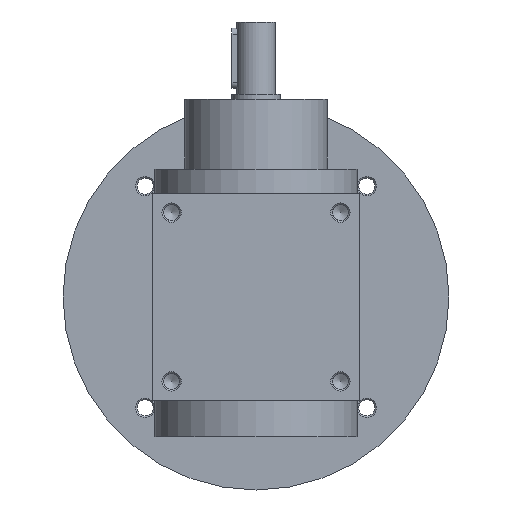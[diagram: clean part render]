
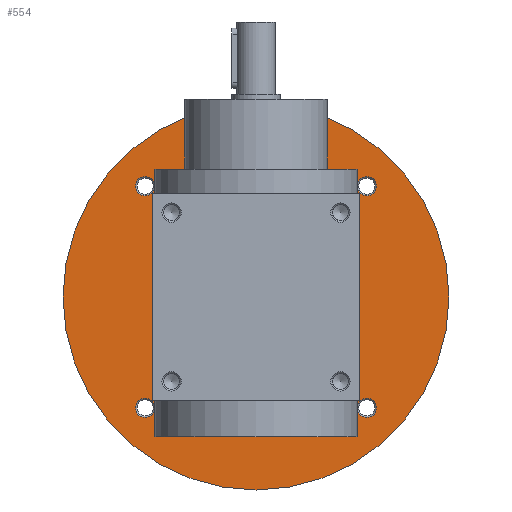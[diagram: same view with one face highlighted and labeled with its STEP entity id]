
A CAD part, left-side view. The second image highlights one B-rep face of the part: STEP entity #554.
In plain terms, the highlighted planar face has unit normal (-1, 0, 0).
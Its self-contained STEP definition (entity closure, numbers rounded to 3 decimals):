
#554 = ADVANCED_FACE( '', ( #1307, #1308, #1309, #1310, #1311, #1312 ), #1313, .F. );
#1307 = FACE_OUTER_BOUND( '', #2292, .T. );
#1308 = FACE_BOUND( '', #2293, .T. );
#1309 = FACE_BOUND( '', #2294, .T. );
#1310 = FACE_BOUND( '', #2295, .T. );
#1311 = FACE_BOUND( '', #2296, .T. );
#1312 = FACE_BOUND( '', #2297, .T. );
#1313 = PLANE( '', #2298 );
#2292 = EDGE_LOOP( '', ( #3720 ) );
#2293 = EDGE_LOOP( '', ( #3721 ) );
#2294 = EDGE_LOOP( '', ( #3722 ) );
#2295 = EDGE_LOOP( '', ( #3723 ) );
#2296 = EDGE_LOOP( '', ( #3724 ) );
#2297 = EDGE_LOOP( '', ( #3725 ) );
#2298 = AXIS2_PLACEMENT_3D( '', #3726, #3727, #3728 );
#3720 = ORIENTED_EDGE( '', *, *, #5332, .F. );
#3721 = ORIENTED_EDGE( '', *, *, #5302, .T. );
#3722 = ORIENTED_EDGE( '', *, *, #5333, .T. );
#3723 = ORIENTED_EDGE( '', *, *, #5334, .T. );
#3724 = ORIENTED_EDGE( '', *, *, #5335, .T. );
#3725 = ORIENTED_EDGE( '', *, *, #5336, .T. );
#3726 = CARTESIAN_POINT( '', ( 34., 42., 0. ) );
#3727 = DIRECTION( '', ( 1., 0., 0. ) );
#3728 = DIRECTION( '', ( 0., 0., -1. ) );
#5302 = EDGE_CURVE( '', #6334, #6334, #6335, .T. );
#5332 = EDGE_CURVE( '', #6376, #6376, #6377, .T. );
#5333 = EDGE_CURVE( '', #6378, #6378, #6379, .T. );
#5334 = EDGE_CURVE( '', #6380, #6380, #6381, .T. );
#5335 = EDGE_CURVE( '', #6382, #6382, #6383, .T. );
#5336 = EDGE_CURVE( '', #6384, #6384, #6385, .T. );
#6334 = VERTEX_POINT( '', #7600 );
#6335 = CIRCLE( '', #7601, 4. );
#6376 = VERTEX_POINT( '', #7648 );
#6377 = CIRCLE( '', #7649, 80. );
#6378 = VERTEX_POINT( '', #7650 );
#6379 = CIRCLE( '', #7651, 4. );
#6380 = VERTEX_POINT( '', #7652 );
#6381 = CIRCLE( '', #7653, 4. );
#6382 = VERTEX_POINT( '', #7654 );
#6383 = CIRCLE( '', #7655, 4. );
#6384 = VERTEX_POINT( '', #7656 );
#6385 = CIRCLE( '', #7657, 42. );
#7600 = CARTESIAN_POINT( '', ( 34., -45.962, 41.962 ) );
#7601 = AXIS2_PLACEMENT_3D( '', #8803, #8804, #8805 );
#7648 = CARTESIAN_POINT( '', ( 34., 0., -80. ) );
#7649 = AXIS2_PLACEMENT_3D( '', #8848, #8849, #8850 );
#7650 = CARTESIAN_POINT( '', ( 34., 45.962, -49.962 ) );
#7651 = AXIS2_PLACEMENT_3D( '', #8851, #8852, #8853 );
#7652 = CARTESIAN_POINT( '', ( 34., -45.962, -49.962 ) );
#7653 = AXIS2_PLACEMENT_3D( '', #8854, #8855, #8856 );
#7654 = CARTESIAN_POINT( '', ( 34., 45.962, 41.962 ) );
#7655 = AXIS2_PLACEMENT_3D( '', #8857, #8858, #8859 );
#7656 = CARTESIAN_POINT( '', ( 34., 0., -42. ) );
#7657 = AXIS2_PLACEMENT_3D( '', #8860, #8861, #8862 );
#8803 = CARTESIAN_POINT( '', ( 34., -45.962, 45.962 ) );
#8804 = DIRECTION( '', ( 1., 0., 0. ) );
#8805 = DIRECTION( '', ( 0., 0., -1. ) );
#8848 = CARTESIAN_POINT( '', ( 34., 0., 0. ) );
#8849 = DIRECTION( '', ( 1., 0., 0. ) );
#8850 = DIRECTION( '', ( 0., 0., -1. ) );
#8851 = CARTESIAN_POINT( '', ( 34., 45.962, -45.962 ) );
#8852 = DIRECTION( '', ( 1., 0., 0. ) );
#8853 = DIRECTION( '', ( 0., 0., -1. ) );
#8854 = CARTESIAN_POINT( '', ( 34., -45.962, -45.962 ) );
#8855 = DIRECTION( '', ( 1., 0., 0. ) );
#8856 = DIRECTION( '', ( 0., 0., -1. ) );
#8857 = CARTESIAN_POINT( '', ( 34., 45.962, 45.962 ) );
#8858 = DIRECTION( '', ( 1., 0., 0. ) );
#8859 = DIRECTION( '', ( 0., 0., -1. ) );
#8860 = CARTESIAN_POINT( '', ( 34., 0., 0. ) );
#8861 = DIRECTION( '', ( 1., 0., 0. ) );
#8862 = DIRECTION( '', ( 0., 0., -1. ) );
